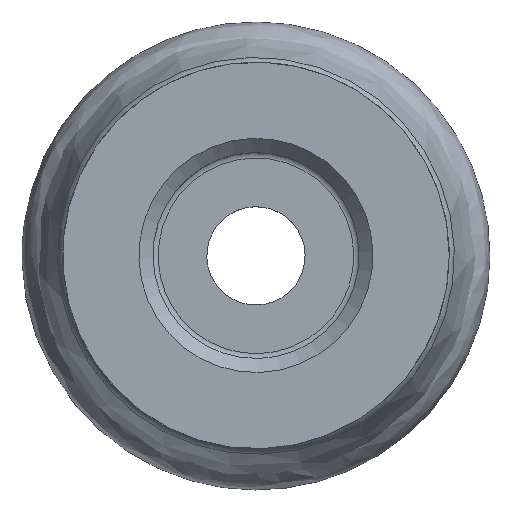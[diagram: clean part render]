
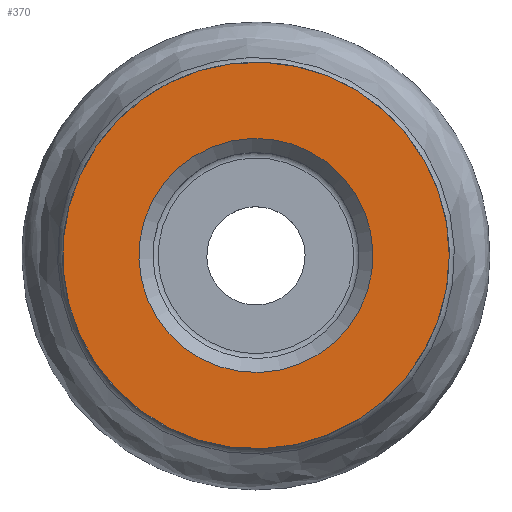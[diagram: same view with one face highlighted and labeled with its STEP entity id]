
A CAD part, top view. The second image highlights one B-rep face of the part: STEP entity #370.
In plain terms, the highlighted planar face has unit normal (0, 0, 1).
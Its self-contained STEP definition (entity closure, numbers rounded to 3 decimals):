
#236=PLANE('',#1228);
#370=ADVANCED_FACE('',(#471,#472),#236,.T.);
#471=FACE_BOUND('',#526,.T.);
#472=FACE_BOUND('',#527,.T.);
#526=EDGE_LOOP('',(#624));
#527=EDGE_LOOP('',(#625));
#624=ORIENTED_EDGE('',*,*,#925,.F.);
#625=ORIENTED_EDGE('',*,*,#927,.F.);
#833=VERTEX_POINT('',#1696);
#835=VERTEX_POINT('',#1703);
#925=EDGE_CURVE('',#833,#833,#1047,.T.);
#927=EDGE_CURVE('',#835,#835,#1049,.T.);
#1047=CIRCLE('',#1201,20.65);
#1049=CIRCLE('',#1206,12.505);
#1201=AXIS2_PLACEMENT_3D('',#1695,#1368,#1369);
#1206=AXIS2_PLACEMENT_3D('',#1702,#1378,#1379);
#1228=AXIS2_PLACEMENT_3D('',#1735,#1422,#1423);
#1368=DIRECTION('',(0.,0.,-1.));
#1369=DIRECTION('',(1.,0.,0.));
#1378=DIRECTION('',(0.,0.,1.));
#1379=DIRECTION('',(-0.208,0.978,0.));
#1422=DIRECTION('',(0.,0.,1.));
#1423=DIRECTION('',(-0.208,0.978,0.));
#1695=CARTESIAN_POINT('',(0.,0.,0.));
#1696=CARTESIAN_POINT('',(20.65,0.,0.));
#1702=CARTESIAN_POINT('',(0.,0.,0.));
#1703=CARTESIAN_POINT('',(-2.6,12.232,0.));
#1735=CARTESIAN_POINT('',(-20.65,0.,0.));
